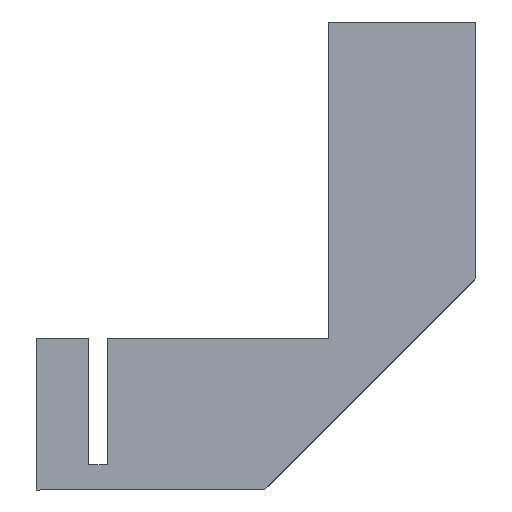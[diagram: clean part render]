
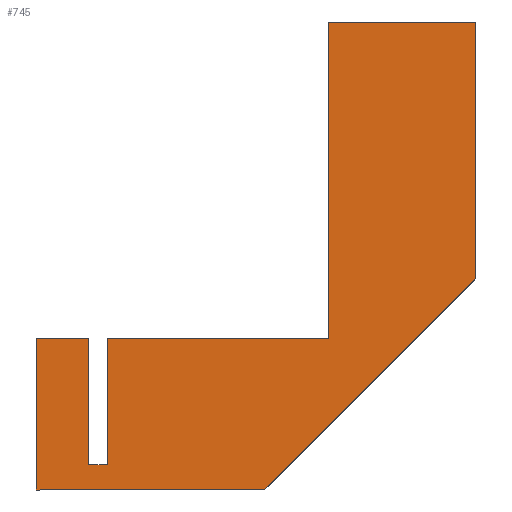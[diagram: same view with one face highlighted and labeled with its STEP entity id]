
A CAD part, left-side view. The second image highlights one B-rep face of the part: STEP entity #745.
In plain terms, the highlighted planar face has unit normal (-1, 0, 0).
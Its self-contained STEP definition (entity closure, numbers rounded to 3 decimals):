
#78=FACE_OUTER_BOUND('',#122,.T.);
#122=EDGE_LOOP('',(#511,#512,#513,#514,#515,#516,#517,#518,#519,#520,#521));
#180=LINE('',#1097,#255);
#184=LINE('',#1109,#259);
#185=LINE('',#1111,#260);
#186=LINE('',#1113,#261);
#187=LINE('',#1115,#262);
#188=LINE('',#1117,#263);
#189=LINE('',#1119,#264);
#190=LINE('',#1121,#265);
#191=LINE('',#1123,#266);
#192=LINE('',#1125,#267);
#193=LINE('',#1126,#268);
#255=VECTOR('',#876,10.);
#259=VECTOR('',#886,10.);
#260=VECTOR('',#887,10.);
#261=VECTOR('',#888,10.);
#262=VECTOR('',#889,10.);
#263=VECTOR('',#890,10.);
#264=VECTOR('',#891,10.);
#265=VECTOR('',#892,10.);
#266=VECTOR('',#893,10.);
#267=VECTOR('',#894,10.);
#268=VECTOR('',#895,10.);
#330=VERTEX_POINT('',#1095);
#331=VERTEX_POINT('',#1096);
#336=VERTEX_POINT('',#1108);
#337=VERTEX_POINT('',#1110);
#338=VERTEX_POINT('',#1112);
#339=VERTEX_POINT('',#1114);
#340=VERTEX_POINT('',#1116);
#341=VERTEX_POINT('',#1118);
#342=VERTEX_POINT('',#1120);
#343=VERTEX_POINT('',#1122);
#344=VERTEX_POINT('',#1124);
#400=EDGE_CURVE('',#330,#331,#180,.T.);
#406=EDGE_CURVE('',#336,#330,#184,.T.);
#407=EDGE_CURVE('',#337,#336,#185,.T.);
#408=EDGE_CURVE('',#338,#337,#186,.T.);
#409=EDGE_CURVE('',#339,#338,#187,.T.);
#410=EDGE_CURVE('',#339,#340,#188,.T.);
#411=EDGE_CURVE('',#340,#341,#189,.T.);
#412=EDGE_CURVE('',#341,#342,#190,.T.);
#413=EDGE_CURVE('',#343,#342,#191,.T.);
#414=EDGE_CURVE('',#344,#343,#192,.T.);
#415=EDGE_CURVE('',#331,#344,#193,.T.);
#511=ORIENTED_EDGE('',*,*,#400,.F.);
#512=ORIENTED_EDGE('',*,*,#406,.F.);
#513=ORIENTED_EDGE('',*,*,#407,.F.);
#514=ORIENTED_EDGE('',*,*,#408,.F.);
#515=ORIENTED_EDGE('',*,*,#409,.F.);
#516=ORIENTED_EDGE('',*,*,#410,.T.);
#517=ORIENTED_EDGE('',*,*,#411,.T.);
#518=ORIENTED_EDGE('',*,*,#412,.T.);
#519=ORIENTED_EDGE('',*,*,#413,.F.);
#520=ORIENTED_EDGE('',*,*,#414,.F.);
#521=ORIENTED_EDGE('',*,*,#415,.F.);
#716=PLANE('',#803);
#745=ADVANCED_FACE('',(#78),#716,.T.);
#803=AXIS2_PLACEMENT_3D('',#1107,#884,#885);
#876=DIRECTION('',(0.,0.707,-0.707));
#884=DIRECTION('center_axis',(-1.,0.,0.));
#885=DIRECTION('ref_axis',(0.,1.,0.));
#886=DIRECTION('',(0.,0.,-1.));
#887=DIRECTION('',(0.,-1.,0.));
#888=DIRECTION('',(0.,0.,1.));
#889=DIRECTION('',(0.,-1.,0.));
#890=DIRECTION('',(0.,0.,-1.));
#891=DIRECTION('',(0.,1.,0.));
#892=DIRECTION('',(0.,0.,1.));
#893=DIRECTION('',(0.,-1.,0.));
#894=DIRECTION('',(0.,0.,1.));
#895=DIRECTION('',(0.,1.,0.));
#1095=CARTESIAN_POINT('',(-11.148,-229.907,-25.));
#1096=CARTESIAN_POINT('',(-11.148,-189.907,-65.));
#1097=CARTESIAN_POINT('',(-11.148,-217.086,-37.821));
#1107=CARTESIAN_POINT('Origin',(-11.148,-229.907,-36.284));
#1108=CARTESIAN_POINT('',(-11.148,-229.907,23.716));
#1109=CARTESIAN_POINT('',(-11.148,-229.907,-36.284));
#1110=CARTESIAN_POINT('',(-11.148,-201.907,23.716));
#1111=CARTESIAN_POINT('',(-11.148,-226.907,23.716));
#1112=CARTESIAN_POINT('',(-11.148,-201.907,-36.284));
#1113=CARTESIAN_POINT('',(-11.148,-201.907,-36.284));
#1114=CARTESIAN_POINT('',(-11.148,-160.,-36.284));
#1115=CARTESIAN_POINT('',(-11.148,-226.907,-36.284));
#1116=CARTESIAN_POINT('',(-11.148,-160.,-60.2));
#1117=CARTESIAN_POINT('',(-11.148,-160.,-56.284));
#1118=CARTESIAN_POINT('',(-11.148,-156.5,-60.2));
#1119=CARTESIAN_POINT('',(-11.148,-160.,-60.2));
#1120=CARTESIAN_POINT('',(-11.148,-156.5,-36.284));
#1121=CARTESIAN_POINT('',(-11.148,-156.5,-60.2));
#1122=CARTESIAN_POINT('',(-11.148,-146.5,-36.284));
#1123=CARTESIAN_POINT('',(-11.148,-146.5,-36.284));
#1124=CARTESIAN_POINT('',(-11.148,-146.5,-65.));
#1125=CARTESIAN_POINT('',(-11.148,-146.5,-65.));
#1126=CARTESIAN_POINT('',(-11.148,-226.907,-65.));
